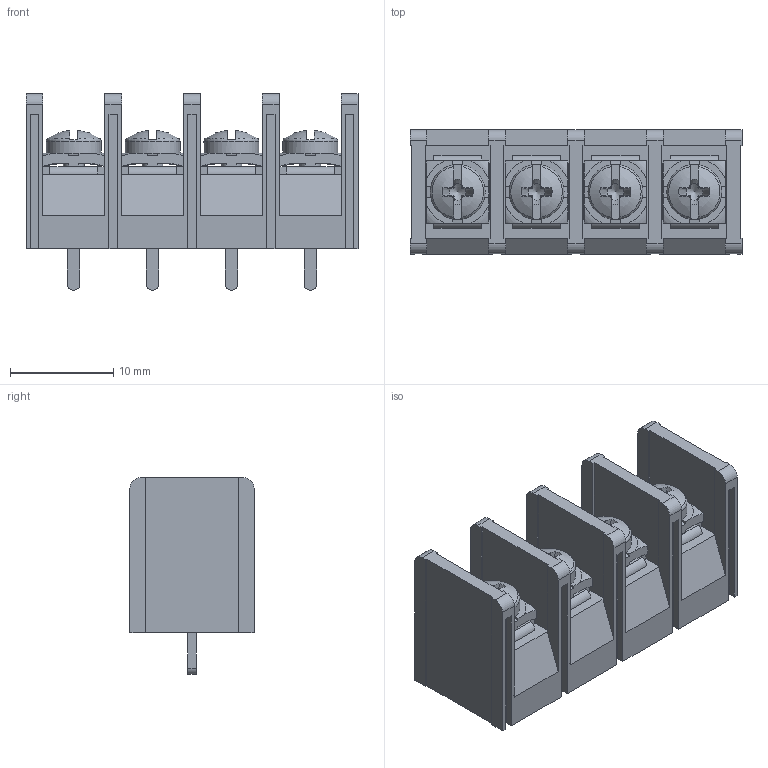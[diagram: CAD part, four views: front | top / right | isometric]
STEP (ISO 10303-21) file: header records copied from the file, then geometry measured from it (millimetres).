
FILE_DESCRIPTION( ( 'Unknown' ), '1' );
FILE_NAME( 'T21-BM1004.stp', 'Unknown', ( 'Unknown' ), ( 'Unknown' ), 'XStep 1.0', 'Unknown', ' ' );
FILE_SCHEMA( ( 'automotive_design' ) );
Length unit declared in the file: millimetre
Products named in the file (1): 1
Bounding box: 32.08 x 12 x 18.99 mm (x, y, z)
Volume: 3337.2 mm3; surface area: 3744.3 mm2
Topology: 1 solids, 7 shells, 589 faces, 1629 edges, 1070 vertices
Faces by surface type: plane 470, torus 42, cylinder 33, cone 20, bspline 16, sphere 8
Full cylindrical faces by diameter (mm): 2 x4, 5.302 x4
Entity records: 19561 total; most frequent: CARTESIAN_POINT 5051, ORIENTED_EDGE 3186, DIRECTION 2720, EDGE_CURVE 1593, LINE 1122, VECTOR 1122, VERTEX_POINT 1054, AXIS2_PLACEMENT_3D 799
